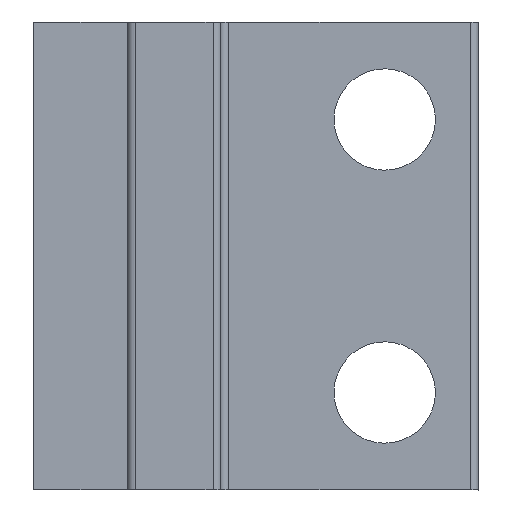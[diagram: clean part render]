
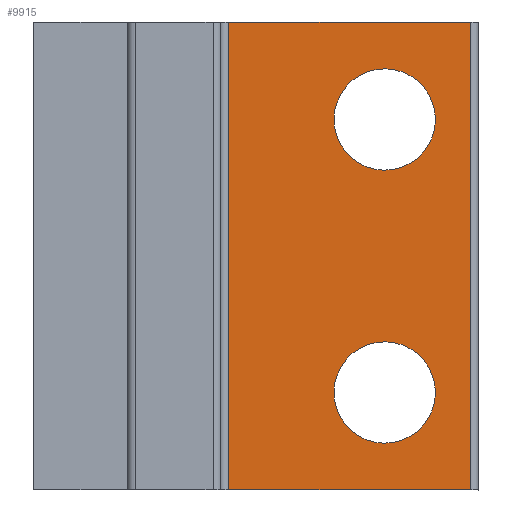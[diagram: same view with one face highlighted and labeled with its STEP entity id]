
A CAD part, left-side view. The second image highlights one B-rep face of the part: STEP entity #9915.
In plain terms, the highlighted planar face has unit normal (-1, 0, 0).
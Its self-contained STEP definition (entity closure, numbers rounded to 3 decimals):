
#9569=AXIS2_PLACEMENT_3D('Circle Axis2P3D',#9567,#9568,$) ;
#9595=AXIS2_PLACEMENT_3D('Circle Axis2P3D',#9593,#9594,$) ;
#9621=AXIS2_PLACEMENT_3D('Circle Axis2P3D',#9619,#9620,$) ;
#9647=AXIS2_PLACEMENT_3D('Circle Axis2P3D',#9645,#9646,$) ;
#9894=AXIS2_PLACEMENT_3D('Plane Axis2P3D',#9891,#9892,#9893) ;
#8876=CARTESIAN_POINT('Vertex',(-243.,-46.,61.)) ;
#8879=CARTESIAN_POINT('Line Origine',(-243.,-30.5,61.)) ;
#8883=CARTESIAN_POINT('Vertex',(-243.,-15.,61.)) ;
#9006=CARTESIAN_POINT('Line Origine',(-243.,-15.,91.)) ;
#9010=CARTESIAN_POINT('Vertex',(-243.,-15.,121.)) ;
#9562=CARTESIAN_POINT('Vertex',(-243.,-40.704,111.616)) ;
#9567=CARTESIAN_POINT('Axis2P3D Location',(-243.,-35.,108.5)) ;
#9571=CARTESIAN_POINT('Vertex',(-243.,-29.296,105.384)) ;
#9593=CARTESIAN_POINT('Axis2P3D Location',(-243.,-35.,108.5)) ;
#9614=CARTESIAN_POINT('Vertex',(-243.,-40.704,76.616)) ;
#9619=CARTESIAN_POINT('Axis2P3D Location',(-243.,-35.,73.5)) ;
#9623=CARTESIAN_POINT('Vertex',(-243.,-29.296,70.384)) ;
#9645=CARTESIAN_POINT('Axis2P3D Location',(-243.,-35.,73.5)) ;
#9876=CARTESIAN_POINT('Vertex',(-243.,-46.,121.)) ;
#9879=CARTESIAN_POINT('Line Origine',(-243.,-46.,91.)) ;
#9891=CARTESIAN_POINT('Axis2P3D Location',(-243.,-14.,91.)) ;
#9896=CARTESIAN_POINT('Line Origine',(-243.,-30.5,121.)) ;
#8880=DIRECTION('Vector Direction',(0.,-1.,0.)) ;
#9007=DIRECTION('Vector Direction',(0.,0.,1.)) ;
#9568=DIRECTION('Axis2P3D Direction',(-1.,0.,0.)) ;
#9594=DIRECTION('Axis2P3D Direction',(-1.,0.,0.)) ;
#9620=DIRECTION('Axis2P3D Direction',(-1.,0.,0.)) ;
#9646=DIRECTION('Axis2P3D Direction',(-1.,0.,0.)) ;
#9880=DIRECTION('Vector Direction',(0.,0.,1.)) ;
#9892=DIRECTION('Axis2P3D Direction',(-1.,0.,0.)) ;
#9893=DIRECTION('Axis2P3D XDirection',(0.,-1.,0.)) ;
#9897=DIRECTION('Vector Direction',(0.,-1.,0.)) ;
#8881=VECTOR('Line Direction',#8880,1.) ;
#9008=VECTOR('Line Direction',#9007,1.) ;
#9881=VECTOR('Line Direction',#9880,1.) ;
#9898=VECTOR('Line Direction',#9897,1.) ;
#9902=ORIENTED_EDGE('',*,*,#9900,.F.) ;
#9903=ORIENTED_EDGE('',*,*,#9012,.T.) ;
#9904=ORIENTED_EDGE('',*,*,#8885,.T.) ;
#9905=ORIENTED_EDGE('',*,*,#9883,.T.) ;
#9908=ORIENTED_EDGE('',*,*,#9649,.F.) ;
#9909=ORIENTED_EDGE('',*,*,#9625,.F.) ;
#9912=ORIENTED_EDGE('',*,*,#9597,.F.) ;
#9913=ORIENTED_EDGE('',*,*,#9573,.F.) ;
#9910=FACE_BOUND('',#9907,.T.) ;
#9914=FACE_BOUND('',#9911,.T.) ;
#9915=ADVANCED_FACE('RB0346001_1PA_001_05_N1_2500_FP_TERMINAL.4\\PartBody',(#9906,#9910,#9914),#9895,.T.) ;
#9570=CIRCLE('generated circle',#9569,6.5) ;
#9596=CIRCLE('generated circle',#9595,6.5) ;
#9622=CIRCLE('generated circle',#9621,6.5) ;
#9648=CIRCLE('generated circle',#9647,6.5) ;
#8885=EDGE_CURVE('',#8884,#8877,#8882,.T.) ;
#9012=EDGE_CURVE('',#9011,#8884,#9009,.F.) ;
#9573=EDGE_CURVE('',#9563,#9572,#9570,.T.) ;
#9597=EDGE_CURVE('',#9572,#9563,#9596,.T.) ;
#9625=EDGE_CURVE('',#9615,#9624,#9622,.T.) ;
#9649=EDGE_CURVE('',#9624,#9615,#9648,.T.) ;
#9883=EDGE_CURVE('',#8877,#9877,#9882,.T.) ;
#9900=EDGE_CURVE('',#9011,#9877,#9899,.T.) ;
#9901=EDGE_LOOP('',(#9902,#9903,#9904,#9905)) ;
#9907=EDGE_LOOP('',(#9908,#9909)) ;
#9911=EDGE_LOOP('',(#9912,#9913)) ;
#9906=FACE_OUTER_BOUND('',#9901,.T.) ;
#8882=LINE('Line',#8879,#8881) ;
#9009=LINE('Line',#9006,#9008) ;
#9882=LINE('Line',#9879,#9881) ;
#9899=LINE('Line',#9896,#9898) ;
#9895=PLANE('',#9894) ;
#8877=VERTEX_POINT('',#8876) ;
#8884=VERTEX_POINT('',#8883) ;
#9011=VERTEX_POINT('',#9010) ;
#9563=VERTEX_POINT('',#9562) ;
#9572=VERTEX_POINT('',#9571) ;
#9615=VERTEX_POINT('',#9614) ;
#9624=VERTEX_POINT('',#9623) ;
#9877=VERTEX_POINT('',#9876) ;
